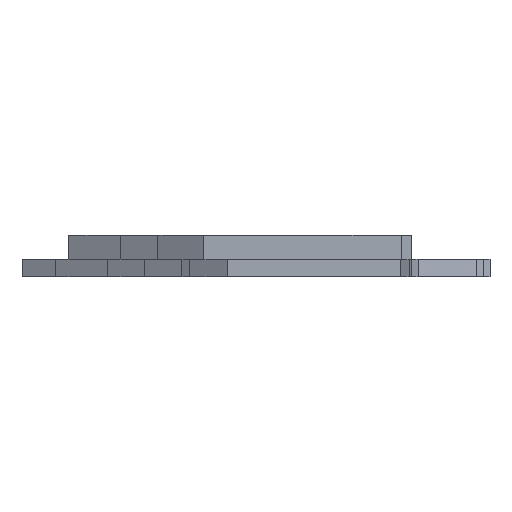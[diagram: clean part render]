
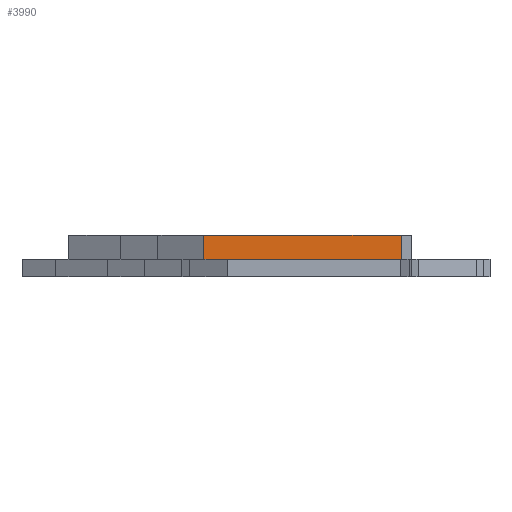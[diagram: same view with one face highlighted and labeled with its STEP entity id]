
A CAD part, left-side view. The second image highlights one B-rep face of the part: STEP entity #3990.
In plain terms, the highlighted planar face has unit normal (-1, 0, 0).
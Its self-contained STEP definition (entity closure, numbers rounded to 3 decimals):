
#138=FACE_OUTER_BOUND('',#353,.T.);
#353=EDGE_LOOP('',(#3096,#3097,#3098,#3099));
#710=LINE('',#5840,#1267);
#797=LINE('',#6017,#1354);
#798=LINE('',#6019,#1355);
#799=LINE('',#6020,#1356);
#1267=VECTOR('',#4638,10.);
#1354=VECTOR('',#4791,10.);
#1355=VECTOR('',#4792,10.);
#1356=VECTOR('',#4793,10.);
#1796=VERTEX_POINT('',#5838);
#1797=VERTEX_POINT('',#5839);
#1854=VERTEX_POINT('',#6016);
#1855=VERTEX_POINT('',#6018);
#2223=EDGE_CURVE('',#1796,#1797,#710,.T.);
#2310=EDGE_CURVE('',#1796,#1854,#797,.T.);
#2311=EDGE_CURVE('',#1855,#1854,#798,.T.);
#2312=EDGE_CURVE('',#1797,#1855,#799,.T.);
#3096=ORIENTED_EDGE('',*,*,#2223,.F.);
#3097=ORIENTED_EDGE('',*,*,#2310,.T.);
#3098=ORIENTED_EDGE('',*,*,#2311,.F.);
#3099=ORIENTED_EDGE('',*,*,#2312,.F.);
#3789=PLANE('',#4205);
#3990=ADVANCED_FACE('',(#138),#3789,.T.);
#4205=AXIS2_PLACEMENT_3D('',#6015,#4789,#4790);
#4638=DIRECTION('',(0.,1.,0.));
#4789=DIRECTION('center_axis',(-1.,0.,0.));
#4790=DIRECTION('ref_axis',(0.,-1.,0.));
#4791=DIRECTION('',(0.,0.,1.));
#4792=DIRECTION('',(0.,-1.,0.));
#4793=DIRECTION('',(0.,0.,1.));
#5838=CARTESIAN_POINT('',(18.24,-61.762,2.5));
#5839=CARTESIAN_POINT('',(18.24,-33.054,2.5));
#5840=CARTESIAN_POINT('',(18.24,-36.867,2.5));
#6015=CARTESIAN_POINT('Origin',(18.24,-33.054,2.5));
#6016=CARTESIAN_POINT('',(18.24,-61.762,6.));
#6017=CARTESIAN_POINT('',(18.24,-61.762,2.5));
#6018=CARTESIAN_POINT('',(18.24,-33.054,6.));
#6019=CARTESIAN_POINT('',(18.24,-40.198,6.));
#6020=CARTESIAN_POINT('',(18.24,-33.054,2.5));
